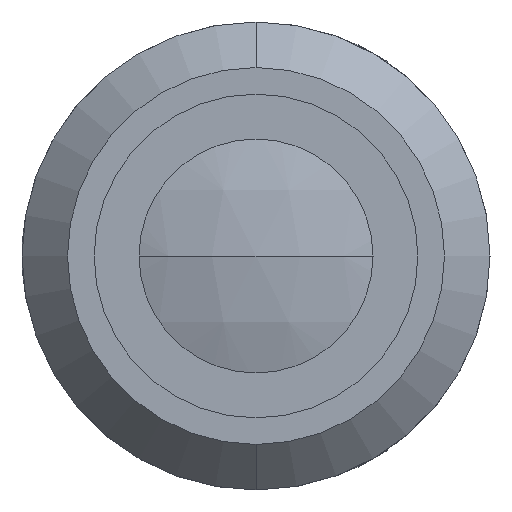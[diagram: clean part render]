
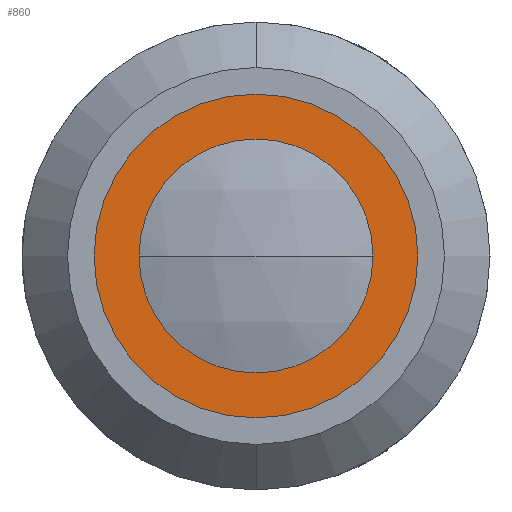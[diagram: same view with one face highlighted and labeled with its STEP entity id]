
A CAD part, left-side view. The second image highlights one B-rep face of the part: STEP entity #860.
In plain terms, the highlighted planar face has unit normal (-1, 0, 0).
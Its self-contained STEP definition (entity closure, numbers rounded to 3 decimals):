
#113 = ORIENTED_EDGE ( 'NONE', *, *, #1998, .F. ) ;
#152 = AXIS2_PLACEMENT_3D ( 'NONE', #2522, #262, #2795 ) ;
#261 = ORIENTED_EDGE ( 'NONE', *, *, #4049, .T. ) ;
#262 = DIRECTION ( 'NONE',  ( 1., 0., 0. ) ) ;
#340 = CARTESIAN_POINT ( 'NONE',  ( 3.5, 0., 0. ) ) ;
#345 = CIRCLE ( 'NONE', #626, 13.2 ) ;
#413 = CARTESIAN_POINT ( 'NONE',  ( 3.5, 0., 0. ) ) ;
#514 = CIRCLE ( 'NONE', #720, 9. ) ;
#611 = AXIS2_PLACEMENT_3D ( 'NONE', #2212, #1228, #3435 ) ;
#626 = AXIS2_PLACEMENT_3D ( 'NONE', #3325, #3940, #3963 ) ;
#720 = AXIS2_PLACEMENT_3D ( 'NONE', #413, #1412, #2692 ) ;
#759 = VERTEX_POINT ( 'NONE', #2041 ) ;
#860 = ADVANCED_FACE ( 'NONE', ( #2862, #4160 ), #4072, .F. ) ;
#1014 = EDGE_CURVE ( 'NONE', #3315, #1266, #345, .T. ) ;
#1019 = CIRCLE ( 'NONE', #611, 13.2 ) ;
#1228 = DIRECTION ( 'NONE',  ( -1., 0., 0. ) ) ;
#1266 = VERTEX_POINT ( 'NONE', #2512 ) ;
#1348 = EDGE_LOOP ( 'NONE', ( #113, #1815 ) ) ;
#1407 = ORIENTED_EDGE ( 'NONE', *, *, #1014, .T. ) ;
#1412 = DIRECTION ( 'NONE',  ( -1., 0., 0. ) ) ;
#1651 = VERTEX_POINT ( 'NONE', #2316 ) ;
#1815 = ORIENTED_EDGE ( 'NONE', *, *, #2290, .F. ) ;
#1984 = DIRECTION ( 'NONE',  ( 0., 0., 1. ) ) ;
#1998 = EDGE_CURVE ( 'NONE', #759, #1651, #514, .T. ) ;
#2041 = CARTESIAN_POINT ( 'NONE',  ( 3.5, 0., 9. ) ) ;
#2212 = CARTESIAN_POINT ( 'NONE',  ( 3.5, 0., 0. ) ) ;
#2241 = DIRECTION ( 'NONE',  ( -1., 0., 0. ) ) ;
#2290 = EDGE_CURVE ( 'NONE', #1651, #759, #3674, .T. ) ;
#2316 = CARTESIAN_POINT ( 'NONE',  ( 3.5, 0., -9. ) ) ;
#2512 = CARTESIAN_POINT ( 'NONE',  ( 3.5, 0., -13.2 ) ) ;
#2522 = CARTESIAN_POINT ( 'NONE',  ( 3.5, 13.2, 0. ) ) ;
#2692 = DIRECTION ( 'NONE',  ( 0., 0., 1. ) ) ;
#2795 = DIRECTION ( 'NONE',  ( 0., 0., -1. ) ) ;
#2862 = FACE_BOUND ( 'NONE', #1348, .T. ) ;
#3315 = VERTEX_POINT ( 'NONE', #3985 ) ;
#3325 = CARTESIAN_POINT ( 'NONE',  ( 3.5, 0., 0. ) ) ;
#3435 = DIRECTION ( 'NONE',  ( 0., 0., 1. ) ) ;
#3476 = AXIS2_PLACEMENT_3D ( 'NONE', #340, #2241, #1984 ) ;
#3620 = EDGE_LOOP ( 'NONE', ( #1407, #261 ) ) ;
#3674 = CIRCLE ( 'NONE', #3476, 9. ) ;
#3940 = DIRECTION ( 'NONE',  ( -1., 0., 0. ) ) ;
#3963 = DIRECTION ( 'NONE',  ( 0., 0., 1. ) ) ;
#3985 = CARTESIAN_POINT ( 'NONE',  ( 3.5, 0., 13.2 ) ) ;
#4049 = EDGE_CURVE ( 'NONE', #1266, #3315, #1019, .T. ) ;
#4072 = PLANE ( 'NONE',  #152 ) ;
#4160 = FACE_OUTER_BOUND ( 'NONE', #3620, .T. ) ;
